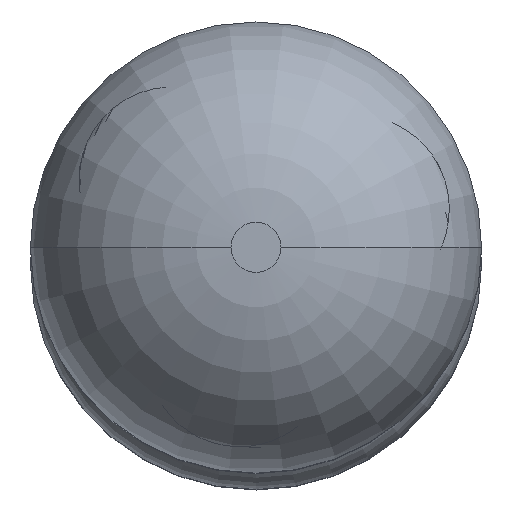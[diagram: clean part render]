
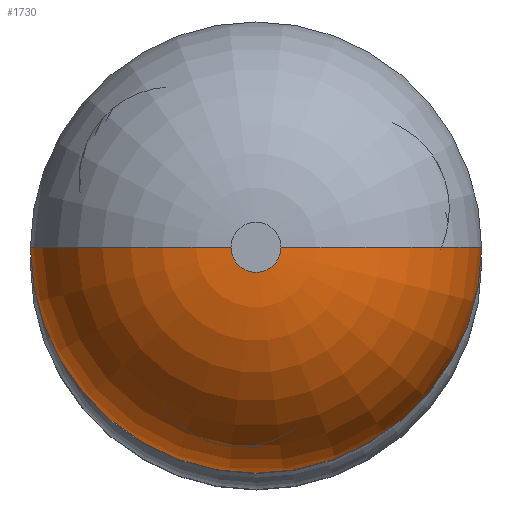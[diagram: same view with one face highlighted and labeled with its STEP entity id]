
A CAD part, top view. The second image highlights one B-rep face of the part: STEP entity #1730.
In plain terms, the highlighted toroidal (fillet/blend) face has major radius 2.5 mm and minor radius 20 mm.
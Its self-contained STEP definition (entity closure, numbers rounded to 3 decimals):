
#21 = CARTESIAN_POINT ( 'NONE',  ( -2.5, 0., 500. ) ) ;
#74 = AXIS2_PLACEMENT_3D ( 'NONE', #5085, #2123, #680 ) ;
#269 = AXIS2_PLACEMENT_3D ( 'NONE', #3697, #5124, #5572 ) ;
#501 = EDGE_CURVE ( 'NONE', #2060, #1106, #862, .T. ) ;
#680 = DIRECTION ( 'NONE',  ( -1., 0., 0. ) ) ;
#765 = AXIS2_PLACEMENT_3D ( 'NONE', #4570, #1346, #2235 ) ;
#779 = DIRECTION ( 'NONE',  ( 0., -1., 0. ) ) ;
#862 = CIRCLE ( 'NONE', #74, 20. ) ;
#910 = DIRECTION ( 'NONE',  ( 1., 0., 0. ) ) ;
#1106 = VERTEX_POINT ( 'NONE', #21 ) ;
#1217 = DIRECTION ( 'NONE',  ( 0., 0., -1. ) ) ;
#1246 = CARTESIAN_POINT ( 'NONE',  ( 2.5, 0., 480. ) ) ;
#1346 = DIRECTION ( 'NONE',  ( 0., 0., -1. ) ) ;
#1362 = AXIS2_PLACEMENT_3D ( 'NONE', #1246, #779, #1217 ) ;
#1576 = ORIENTED_EDGE ( 'NONE', *, *, #5563, .F. ) ;
#1730 = ADVANCED_FACE ( 'NONE', ( #4859 ), #2675, .T. ) ;
#1811 = CARTESIAN_POINT ( 'NONE',  ( 2.5, 0., 500. ) ) ;
#2060 = VERTEX_POINT ( 'NONE', #6044 ) ;
#2123 = DIRECTION ( 'NONE',  ( 0., 1., 0. ) ) ;
#2235 = DIRECTION ( 'NONE',  ( 1., 0., 0. ) ) ;
#2276 = ORIENTED_EDGE ( 'NONE', *, *, #501, .F. ) ;
#2675 = TOROIDAL_SURFACE ( 'NONE', #4785, 2.5, 20. ) ;
#3146 = EDGE_CURVE ( 'NONE', #4930, #2060, #5806, .T. ) ;
#3250 = CARTESIAN_POINT ( 'NONE',  ( 22.5, 0., 480. ) ) ;
#3697 = CARTESIAN_POINT ( 'NONE',  ( 0., 0., 500. ) ) ;
#3713 = DIRECTION ( 'NONE',  ( 0., 0., 1. ) ) ;
#4282 = CIRCLE ( 'NONE', #1362, 20. ) ;
#4443 = EDGE_LOOP ( 'NONE', ( #2276, #5395, #5626, #1576 ) ) ;
#4570 = CARTESIAN_POINT ( 'NONE',  ( 0., 0., 480. ) ) ;
#4752 = CARTESIAN_POINT ( 'NONE',  ( 0., 0., 480. ) ) ;
#4785 = AXIS2_PLACEMENT_3D ( 'NONE', #4752, #3713, #910 ) ;
#4818 = VERTEX_POINT ( 'NONE', #1811 ) ;
#4823 = EDGE_CURVE ( 'NONE', #4930, #4818, #4282, .T. ) ;
#4859 = FACE_OUTER_BOUND ( 'NONE', #4443, .T. ) ;
#4930 = VERTEX_POINT ( 'NONE', #3250 ) ;
#5085 = CARTESIAN_POINT ( 'NONE',  ( -2.5, 0., 480. ) ) ;
#5124 = DIRECTION ( 'NONE',  ( 0., 0., 1. ) ) ;
#5395 = ORIENTED_EDGE ( 'NONE', *, *, #3146, .F. ) ;
#5563 = EDGE_CURVE ( 'NONE', #1106, #4818, #6015, .T. ) ;
#5572 = DIRECTION ( 'NONE',  ( 1., 0., 0. ) ) ;
#5626 = ORIENTED_EDGE ( 'NONE', *, *, #4823, .T. ) ;
#5806 = CIRCLE ( 'NONE', #765, 22.5 ) ;
#6015 = CIRCLE ( 'NONE', #269, 2.5 ) ;
#6044 = CARTESIAN_POINT ( 'NONE',  ( -22.5, 0., 480. ) ) ;
